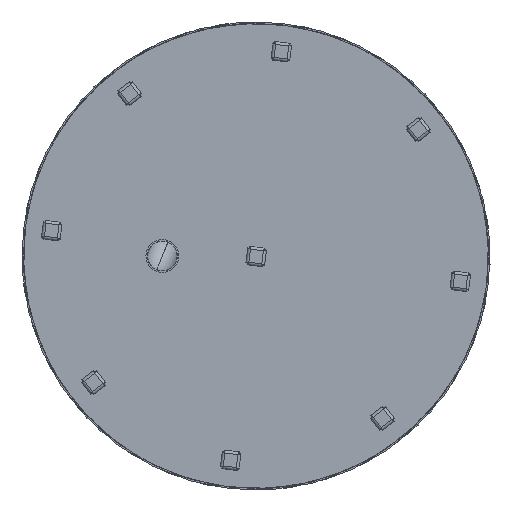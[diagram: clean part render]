
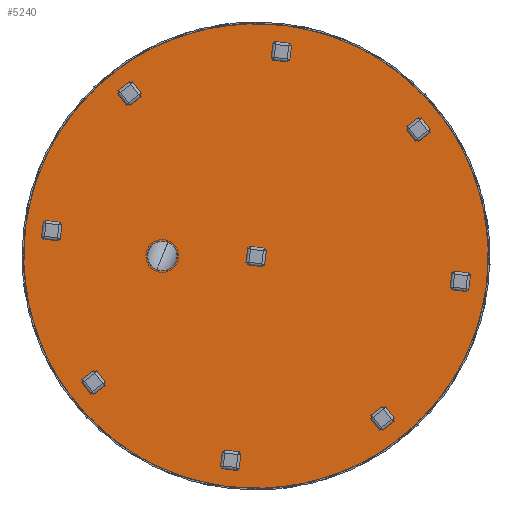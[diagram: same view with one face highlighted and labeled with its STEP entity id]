
A CAD part, front view. The second image highlights one B-rep face of the part: STEP entity #5240.
In plain terms, the highlighted planar face has unit normal (0, -1, 0).
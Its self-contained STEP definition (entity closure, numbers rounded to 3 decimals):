
#95 = DIRECTION ( 'NONE',  ( 0., 1., 0. ) ) ;
#232 = EDGE_LOOP ( 'NONE', ( #430, #1011 ) ) ;
#374 = PLANE ( 'NONE',  #4851 ) ;
#430 = ORIENTED_EDGE ( 'NONE', *, *, #2087, .F. ) ;
#507 = VERTEX_POINT ( 'NONE', #4075 ) ;
#536 = AXIS2_PLACEMENT_3D ( 'NONE', #1020, #95, #5249 ) ;
#986 = AXIS2_PLACEMENT_3D ( 'NONE', #3264, #5094, #5008 ) ;
#1011 = ORIENTED_EDGE ( 'NONE', *, *, #4749, .F. ) ;
#1020 = CARTESIAN_POINT ( 'NONE',  ( -200., -3., 0. ) ) ;
#1400 = EDGE_LOOP ( 'NONE', ( #1968, #2674 ) ) ;
#1552 = CIRCLE ( 'NONE', #2922, 31.5 ) ;
#1727 = CIRCLE ( 'NONE', #536, 31.5 ) ;
#1804 = VERTEX_POINT ( 'NONE', #4359 ) ;
#1862 = CARTESIAN_POINT ( 'NONE',  ( -200., -3., 0. ) ) ;
#1968 = ORIENTED_EDGE ( 'NONE', *, *, #4402, .T. ) ;
#2087 = EDGE_CURVE ( 'NONE', #3707, #3608, #3090, .T. ) ;
#2168 = FACE_BOUND ( 'NONE', #1400, .T. ) ;
#2299 = CARTESIAN_POINT ( 'NONE',  ( 0., -3., -497. ) ) ;
#2598 = CARTESIAN_POINT ( 'NONE',  ( 0., -3., 0. ) ) ;
#2674 = ORIENTED_EDGE ( 'NONE', *, *, #3134, .T. ) ;
#2751 = DIRECTION ( 'NONE',  ( 0., 1., 0. ) ) ;
#2922 = AXIS2_PLACEMENT_3D ( 'NONE', #1862, #2751, #4498 ) ;
#3090 = CIRCLE ( 'NONE', #986, 497. ) ;
#3134 = EDGE_CURVE ( 'NONE', #507, #1804, #1727, .T. ) ;
#3264 = CARTESIAN_POINT ( 'NONE',  ( 0., -3., 0. ) ) ;
#3371 = DIRECTION ( 'NONE',  ( 0., 0., 1. ) ) ;
#3476 = CARTESIAN_POINT ( 'NONE',  ( 0., -3., 0. ) ) ;
#3608 = VERTEX_POINT ( 'NONE', #2299 ) ;
#3707 = VERTEX_POINT ( 'NONE', #4962 ) ;
#3922 = FACE_OUTER_BOUND ( 'NONE', #232, .T. ) ;
#3927 = DIRECTION ( 'NONE',  ( 0., 0., 1. ) ) ;
#4075 = CARTESIAN_POINT ( 'NONE',  ( -200., -3., -31.5 ) ) ;
#4321 = DIRECTION ( 'NONE',  ( 0., 1., 0. ) ) ;
#4359 = CARTESIAN_POINT ( 'NONE',  ( -200., -3., 31.5 ) ) ;
#4402 = EDGE_CURVE ( 'NONE', #1804, #507, #1552, .T. ) ;
#4498 = DIRECTION ( 'NONE',  ( 0., 0., 1. ) ) ;
#4749 = EDGE_CURVE ( 'NONE', #3608, #3707, #4765, .T. ) ;
#4765 = CIRCLE ( 'NONE', #5383, 497. ) ;
#4813 = DIRECTION ( 'NONE',  ( 0., 1., 0. ) ) ;
#4851 = AXIS2_PLACEMENT_3D ( 'NONE', #2598, #4321, #3371 ) ;
#4962 = CARTESIAN_POINT ( 'NONE',  ( 0., -3., 497. ) ) ;
#5008 = DIRECTION ( 'NONE',  ( 0., 0., 1. ) ) ;
#5094 = DIRECTION ( 'NONE',  ( 0., 1., 0. ) ) ;
#5240 = ADVANCED_FACE ( 'NONE', ( #2168, #3922 ), #374, .F. ) ;
#5249 = DIRECTION ( 'NONE',  ( 0., 0., 1. ) ) ;
#5383 = AXIS2_PLACEMENT_3D ( 'NONE', #3476, #4813, #3927 ) ;
